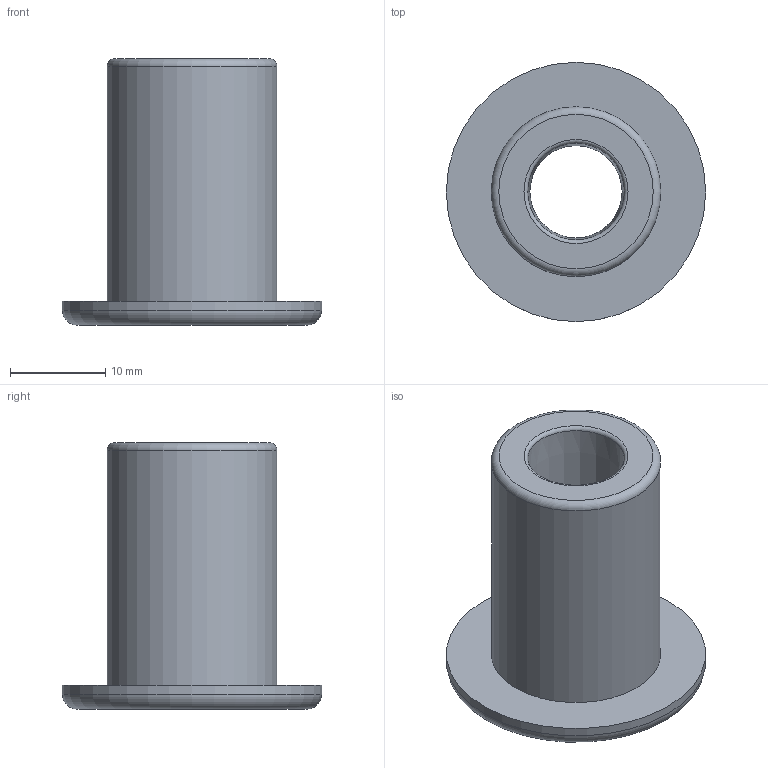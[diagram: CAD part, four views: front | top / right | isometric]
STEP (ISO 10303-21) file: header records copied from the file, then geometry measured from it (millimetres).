
FILE_DESCRIPTION(('STEP AP214'),'1');
FILE_NAME('reducer_bushing_Large_vr2 -revised-6-22-16.stp','2016-06-22T19:20:51',('SAnson'),('None'),'Spatial InterOp 3D','Cimatron E 12.0',' ');
FILE_SCHEMA(('automotive_design'));
Length unit declared in the file: inch
Products named in the file (1): 1
Bounding box: 27.18 x 27.18 x 27.94 mm (x, y, z)
Volume: 5550.8 mm3; surface area: 3401 mm2
Topology: 1 solids, 1 shells, 11 faces, 22 edges, 14 vertices
Faces by surface type: torus 4, plane 3, cone 2, cylinder 2
Full cylindrical faces by diameter (mm): 17.78 x1, 27.178 x1
Entity records: 408 total; most frequent: DIRECTION 48, CARTESIAN_POINT 35, STYLED_ITEM 24, AXIS2_PLACEMENT_3D 24, PRESENTATION_STYLE_ASSIGNMENT 24, COLOUR_RGB 24, EDGE_LOOP 22, ORIENTED_EDGE 22
